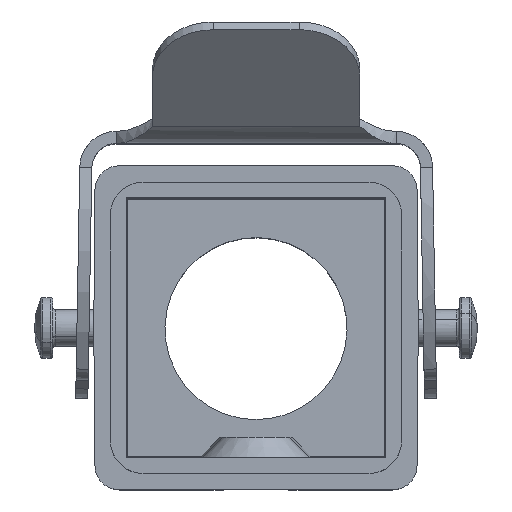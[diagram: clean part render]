
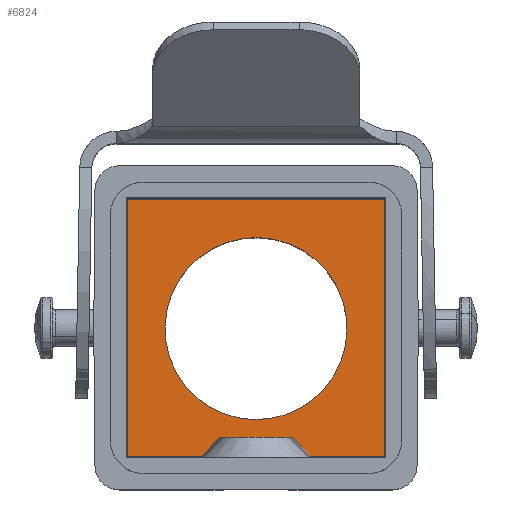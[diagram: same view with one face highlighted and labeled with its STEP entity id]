
A CAD part, top view. The second image highlights one B-rep face of the part: STEP entity #6824.
In plain terms, the highlighted planar face has unit normal (0, 0, 1).
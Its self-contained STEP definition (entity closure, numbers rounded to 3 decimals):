
#6761=AXIS2_PLACEMENT_3D('Plane Axis2P3D',#6758,#6759,#6760) ;
#6808=AXIS2_PLACEMENT_3D('Circle Axis2P3D',#6806,#6807,$) ;
#6817=AXIS2_PLACEMENT_3D('Circle Axis2P3D',#6815,#6816,$) ;
#5931=CARTESIAN_POINT('Vertex',(15.256,4.35,14.5)) ;
#5947=CARTESIAN_POINT('Vertex',(21.244,4.35,14.5)) ;
#5950=CARTESIAN_POINT('Line Origine',(18.25,4.35,14.5)) ;
#6651=CARTESIAN_POINT('Line Origine',(14.458,3.552,14.5)) ;
#6655=CARTESIAN_POINT('Vertex',(13.66,2.755,14.5)) ;
#6698=CARTESIAN_POINT('Vertex',(22.84,2.755,14.5)) ;
#6701=CARTESIAN_POINT('Line Origine',(22.042,3.552,14.5)) ;
#6758=CARTESIAN_POINT('Axis2P3D Location',(18.25,13.35,14.5)) ;
#6763=CARTESIAN_POINT('Line Origine',(25.843,2.755,14.5)) ;
#6767=CARTESIAN_POINT('Vertex',(28.845,2.755,14.5)) ;
#6770=CARTESIAN_POINT('Line Origine',(28.845,13.35,14.5)) ;
#6774=CARTESIAN_POINT('Vertex',(28.845,23.945,14.5)) ;
#6777=CARTESIAN_POINT('Line Origine',(18.25,23.945,14.5)) ;
#6781=CARTESIAN_POINT('Vertex',(7.655,23.945,14.5)) ;
#6784=CARTESIAN_POINT('Line Origine',(7.655,13.35,14.5)) ;
#6788=CARTESIAN_POINT('Vertex',(7.655,2.755,14.5)) ;
#6791=CARTESIAN_POINT('Line Origine',(10.657,2.755,14.5)) ;
#6806=CARTESIAN_POINT('Axis2P3D Location',(18.25,13.35,14.5)) ;
#6810=CARTESIAN_POINT('Vertex',(14.654,19.932,14.5)) ;
#6812=CARTESIAN_POINT('Vertex',(21.846,6.768,14.5)) ;
#6815=CARTESIAN_POINT('Axis2P3D Location',(18.25,13.35,14.5)) ;
#5951=DIRECTION('Vector Direction',(1.,0.,0.)) ;
#6652=DIRECTION('Vector Direction',(-0.707,-0.707,0.)) ;
#6702=DIRECTION('Vector Direction',(0.707,-0.707,0.)) ;
#6759=DIRECTION('Axis2P3D Direction',(0.,0.,-1.)) ;
#6760=DIRECTION('Axis2P3D XDirection',(0.,1.,0.)) ;
#6764=DIRECTION('Vector Direction',(1.,0.,0.)) ;
#6771=DIRECTION('Vector Direction',(0.,1.,0.)) ;
#6778=DIRECTION('Vector Direction',(-1.,0.,0.)) ;
#6785=DIRECTION('Vector Direction',(0.,-1.,0.)) ;
#6792=DIRECTION('Vector Direction',(1.,0.,0.)) ;
#6807=DIRECTION('Axis2P3D Direction',(0.,0.,-1.)) ;
#6816=DIRECTION('Axis2P3D Direction',(0.,0.,-1.)) ;
#5952=VECTOR('Line Direction',#5951,1.) ;
#6653=VECTOR('Line Direction',#6652,1.) ;
#6703=VECTOR('Line Direction',#6702,1.) ;
#6765=VECTOR('Line Direction',#6764,1.) ;
#6772=VECTOR('Line Direction',#6771,1.) ;
#6779=VECTOR('Line Direction',#6778,1.) ;
#6786=VECTOR('Line Direction',#6785,1.) ;
#6793=VECTOR('Line Direction',#6792,1.) ;
#6797=ORIENTED_EDGE('',*,*,#6657,.F.) ;
#6798=ORIENTED_EDGE('',*,*,#5954,.T.) ;
#6799=ORIENTED_EDGE('',*,*,#6705,.T.) ;
#6800=ORIENTED_EDGE('',*,*,#6769,.F.) ;
#6801=ORIENTED_EDGE('',*,*,#6776,.F.) ;
#6802=ORIENTED_EDGE('',*,*,#6783,.F.) ;
#6803=ORIENTED_EDGE('',*,*,#6790,.F.) ;
#6804=ORIENTED_EDGE('',*,*,#6795,.F.) ;
#6821=ORIENTED_EDGE('',*,*,#6814,.T.) ;
#6822=ORIENTED_EDGE('',*,*,#6819,.T.) ;
#6823=FACE_BOUND('',#6820,.T.) ;
#6824=ADVANCED_FACE('Hauptk\X2\00F6\X0\rper',(#6805,#6823),#6762,.F.) ;
#6809=CIRCLE('generated circle',#6808,7.5) ;
#6818=CIRCLE('generated circle',#6817,7.5) ;
#5954=EDGE_CURVE('',#5932,#5948,#5953,.T.) ;
#6657=EDGE_CURVE('',#5932,#6656,#6654,.T.) ;
#6705=EDGE_CURVE('',#5948,#6699,#6704,.T.) ;
#6769=EDGE_CURVE('',#6768,#6699,#6766,.F.) ;
#6776=EDGE_CURVE('',#6775,#6768,#6773,.F.) ;
#6783=EDGE_CURVE('',#6782,#6775,#6780,.F.) ;
#6790=EDGE_CURVE('',#6789,#6782,#6787,.F.) ;
#6795=EDGE_CURVE('',#6656,#6789,#6794,.F.) ;
#6814=EDGE_CURVE('',#6811,#6813,#6809,.T.) ;
#6819=EDGE_CURVE('',#6813,#6811,#6818,.T.) ;
#6796=EDGE_LOOP('',(#6797,#6798,#6799,#6800,#6801,#6802,#6803,#6804)) ;
#6820=EDGE_LOOP('',(#6821,#6822)) ;
#6805=FACE_OUTER_BOUND('',#6796,.T.) ;
#5953=LINE('Line',#5950,#5952) ;
#6654=LINE('Line',#6651,#6653) ;
#6704=LINE('Line',#6701,#6703) ;
#6766=LINE('Line',#6763,#6765) ;
#6773=LINE('Line',#6770,#6772) ;
#6780=LINE('Line',#6777,#6779) ;
#6787=LINE('Line',#6784,#6786) ;
#6794=LINE('Line',#6791,#6793) ;
#6762=PLANE('',#6761) ;
#5932=VERTEX_POINT('',#5931) ;
#5948=VERTEX_POINT('',#5947) ;
#6656=VERTEX_POINT('',#6655) ;
#6699=VERTEX_POINT('',#6698) ;
#6768=VERTEX_POINT('',#6767) ;
#6775=VERTEX_POINT('',#6774) ;
#6782=VERTEX_POINT('',#6781) ;
#6789=VERTEX_POINT('',#6788) ;
#6811=VERTEX_POINT('',#6810) ;
#6813=VERTEX_POINT('',#6812) ;
